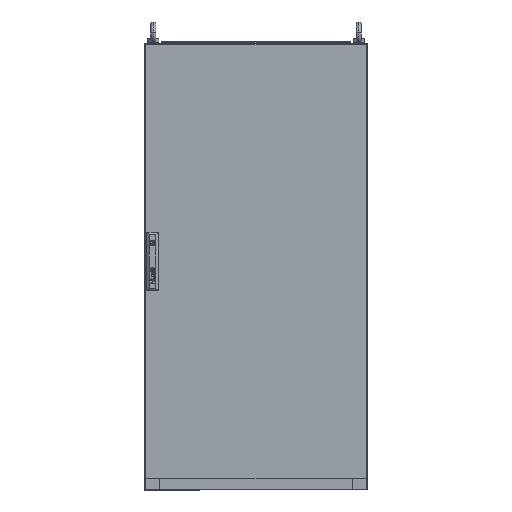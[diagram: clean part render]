
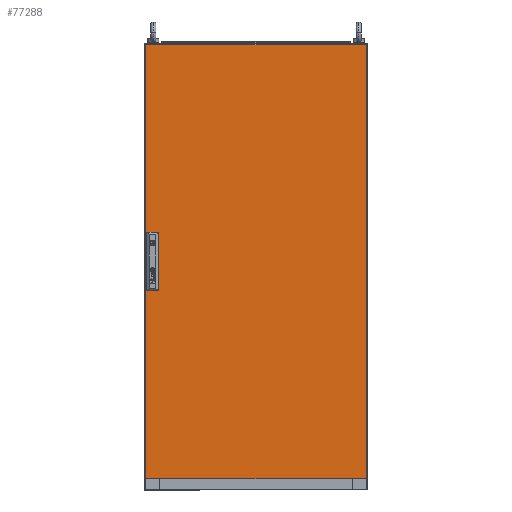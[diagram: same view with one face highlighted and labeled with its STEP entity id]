
A CAD part, top view. The second image highlights one B-rep face of the part: STEP entity #77288.
In plain terms, the highlighted planar face has unit normal (0, 0, 1).
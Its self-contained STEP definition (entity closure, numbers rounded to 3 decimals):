
#1057 = CARTESIAN_POINT ( 'NONE',  ( 297., 597., 0. ) ) ;
#1267 = DIRECTION ( 'NONE',  ( 0., -1., 0. ) ) ;
#4694 = ORIENTED_EDGE ( 'NONE', *, *, #88409, .F. ) ;
#6580 = LINE ( 'NONE', #29152, #55316 ) ;
#6676 = VERTEX_POINT ( 'NONE', #78847 ) ;
#7484 = VERTEX_POINT ( 'NONE', #110413 ) ;
#7899 = EDGE_CURVE ( 'NONE', #139752, #67958, #30756, .T. ) ;
#10748 = CARTESIAN_POINT ( 'NONE',  ( -297., -570., 0. ) ) ;
#10961 = VECTOR ( 'NONE', #1267, 1000. ) ;
#11186 = DIRECTION ( 'NONE',  ( 0., -1., 0. ) ) ;
#12158 = CARTESIAN_POINT ( 'NONE',  ( -297., 597., 0. ) ) ;
#16026 = LINE ( 'NONE', #144736, #117934 ) ;
#16370 = EDGE_LOOP ( 'NONE', ( #4694, #84358, #108447, #28962 ) ) ;
#17098 = FACE_BOUND ( 'NONE', #16370, .T. ) ;
#20116 = CARTESIAN_POINT ( 'NONE',  ( -265.7, -61.5, 0. ) ) ;
#20943 = CARTESIAN_POINT ( 'NONE',  ( 297., 597., 0. ) ) ;
#21205 = LINE ( 'NONE', #57844, #79801 ) ;
#21686 = DIRECTION ( 'NONE',  ( 0., 1., 0. ) ) ;
#24551 = CARTESIAN_POINT ( 'NONE',  ( -265.7, -11.5, 0. ) ) ;
#27395 = VECTOR ( 'NONE', #21686, 1000. ) ;
#28061 = DIRECTION ( 'NONE',  ( -1., 0., 0. ) ) ;
#28962 = ORIENTED_EDGE ( 'NONE', *, *, #129281, .F. ) ;
#29152 = CARTESIAN_POINT ( 'NONE',  ( -265.7, 38.5, 0. ) ) ;
#29552 = CARTESIAN_POINT ( 'NONE',  ( -265.7, 38.5, 0. ) ) ;
#29888 = DIRECTION ( 'NONE',  ( 1., 0., 0. ) ) ;
#30756 = LINE ( 'NONE', #20943, #27395 ) ;
#32021 = EDGE_LOOP ( 'NONE', ( #144794, #116922, #93995, #49495 ) ) ;
#32476 = DIRECTION ( 'NONE',  ( -1., 0., 0. ) ) ;
#32489 = DIRECTION ( 'NONE',  ( 0., 1., 0. ) ) ;
#35686 = EDGE_CURVE ( 'NONE', #68344, #112785, #16026, .T. ) ;
#36234 = DIRECTION ( 'NONE',  ( 1., 0., 0. ) ) ;
#38316 = VERTEX_POINT ( 'NONE', #82976 ) ;
#42060 = VERTEX_POINT ( 'NONE', #92453 ) ;
#42304 = VECTOR ( 'NONE', #95915, 1000. ) ;
#44346 = AXIS2_PLACEMENT_3D ( 'NONE', #119853, #130321, #29888 ) ;
#47093 = EDGE_CURVE ( 'NONE', #7484, #60800, #139574, .T. ) ;
#49495 = ORIENTED_EDGE ( 'NONE', *, *, #47093, .F. ) ;
#52962 = CARTESIAN_POINT ( 'NONE',  ( -265.7, -11.5, 0. ) ) ;
#53385 = EDGE_CURVE ( 'NONE', #60800, #87008, #103642, .T. ) ;
#55316 = VECTOR ( 'NONE', #107171, 1000. ) ;
#57844 = CARTESIAN_POINT ( 'NONE',  ( -297., 597., 0. ) ) ;
#58380 = EDGE_CURVE ( 'NONE', #87008, #104034, #104838, .T. ) ;
#60800 = VERTEX_POINT ( 'NONE', #20116 ) ;
#62155 = CARTESIAN_POINT ( 'NONE',  ( -297., -570., 0. ) ) ;
#63886 = EDGE_CURVE ( 'NONE', #42060, #6676, #135112, .T. ) ;
#64548 = DIRECTION ( 'NONE',  ( 0., -1., 0. ) ) ;
#67958 = VERTEX_POINT ( 'NONE', #1057 ) ;
#68344 = VERTEX_POINT ( 'NONE', #12158 ) ;
#68559 = CARTESIAN_POINT ( 'NONE',  ( -290.7, 88.5, 0. ) ) ;
#71272 = ORIENTED_EDGE ( 'NONE', *, *, #119221, .T. ) ;
#74110 = FACE_OUTER_BOUND ( 'NONE', #99870, .T. ) ;
#75773 = VECTOR ( 'NONE', #11186, 1000. ) ;
#77288 = ADVANCED_FACE ( 'NONE', ( #17098, #131771, #74110 ), #131042, .T. ) ;
#78847 = CARTESIAN_POINT ( 'NONE',  ( -265.7, 88.5, 0. ) ) ;
#79076 = EDGE_CURVE ( 'NONE', #112785, #139752, #141584, .T. ) ;
#79686 = VECTOR ( 'NONE', #28061, 1000. ) ;
#79801 = VECTOR ( 'NONE', #32476, 1000. ) ;
#82799 = CARTESIAN_POINT ( 'NONE',  ( -265.7, 88.5, 0. ) ) ;
#82976 = CARTESIAN_POINT ( 'NONE',  ( -290.7, 38.5, 0. ) ) ;
#84358 = ORIENTED_EDGE ( 'NONE', *, *, #118931, .F. ) ;
#87008 = VERTEX_POINT ( 'NONE', #52962 ) ;
#88409 = EDGE_CURVE ( 'NONE', #103571, #38316, #92171, .T. ) ;
#92171 = LINE ( 'NONE', #113953, #75773 ) ;
#92453 = CARTESIAN_POINT ( 'NONE',  ( -265.7, 38.5, 0. ) ) ;
#93920 = CARTESIAN_POINT ( 'NONE',  ( -265.7, -61.5, 0. ) ) ;
#93995 = ORIENTED_EDGE ( 'NONE', *, *, #53385, .F. ) ;
#95915 = DIRECTION ( 'NONE',  ( 1., 0., 0. ) ) ;
#99870 = EDGE_LOOP ( 'NONE', ( #138923, #129469, #133759, #71272 ) ) ;
#100789 = VECTOR ( 'NONE', #105137, 1000. ) ;
#103571 = VERTEX_POINT ( 'NONE', #68559 ) ;
#103642 = LINE ( 'NONE', #129014, #100789 ) ;
#104034 = VERTEX_POINT ( 'NONE', #133276 ) ;
#104079 = CARTESIAN_POINT ( 'NONE',  ( -290.7, -61.5, 0. ) ) ;
#104838 = LINE ( 'NONE', #24551, #128378 ) ;
#105137 = DIRECTION ( 'NONE',  ( 0., 1., 0. ) ) ;
#106334 = LINE ( 'NONE', #104079, #10961 ) ;
#107171 = DIRECTION ( 'NONE',  ( 1., 0., 0. ) ) ;
#108447 = ORIENTED_EDGE ( 'NONE', *, *, #63886, .F. ) ;
#109798 = VECTOR ( 'NONE', #32489, 1000. ) ;
#110174 = VECTOR ( 'NONE', #36234, 1000. ) ;
#110413 = CARTESIAN_POINT ( 'NONE',  ( -290.7, -61.5, 0. ) ) ;
#112785 = VERTEX_POINT ( 'NONE', #10748 ) ;
#113953 = CARTESIAN_POINT ( 'NONE',  ( -290.7, 38.5, 0. ) ) ;
#116922 = ORIENTED_EDGE ( 'NONE', *, *, #58380, .F. ) ;
#117934 = VECTOR ( 'NONE', #64548, 1000. ) ;
#118931 = EDGE_CURVE ( 'NONE', #6676, #103571, #129220, .T. ) ;
#119221 = EDGE_CURVE ( 'NONE', #67958, #68344, #21205, .T. ) ;
#119853 = CARTESIAN_POINT ( 'NONE',  ( 0., 0., 0. ) ) ;
#120666 = EDGE_CURVE ( 'NONE', #104034, #7484, #106334, .T. ) ;
#127956 = DIRECTION ( 'NONE',  ( -1., 0., 0. ) ) ;
#128378 = VECTOR ( 'NONE', #127956, 1000. ) ;
#129014 = CARTESIAN_POINT ( 'NONE',  ( -265.7, -61.5, 0. ) ) ;
#129220 = LINE ( 'NONE', #82799, #79686 ) ;
#129281 = EDGE_CURVE ( 'NONE', #38316, #42060, #6580, .T. ) ;
#129469 = ORIENTED_EDGE ( 'NONE', *, *, #79076, .T. ) ;
#130321 = DIRECTION ( 'NONE',  ( 0., 0., 1. ) ) ;
#131042 = PLANE ( 'NONE',  #44346 ) ;
#131771 = FACE_BOUND ( 'NONE', #32021, .T. ) ;
#133276 = CARTESIAN_POINT ( 'NONE',  ( -290.7, -11.5, 0. ) ) ;
#133759 = ORIENTED_EDGE ( 'NONE', *, *, #7899, .T. ) ;
#135112 = LINE ( 'NONE', #29552, #109798 ) ;
#137966 = CARTESIAN_POINT ( 'NONE',  ( 297., -570., 0. ) ) ;
#138923 = ORIENTED_EDGE ( 'NONE', *, *, #35686, .T. ) ;
#139574 = LINE ( 'NONE', #93920, #110174 ) ;
#139752 = VERTEX_POINT ( 'NONE', #137966 ) ;
#141584 = LINE ( 'NONE', #62155, #42304 ) ;
#144736 = CARTESIAN_POINT ( 'NONE',  ( -297., 597., 0. ) ) ;
#144794 = ORIENTED_EDGE ( 'NONE', *, *, #120666, .F. ) ;
